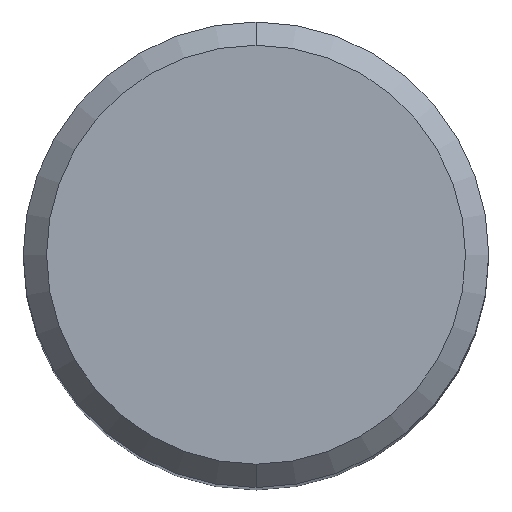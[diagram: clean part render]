
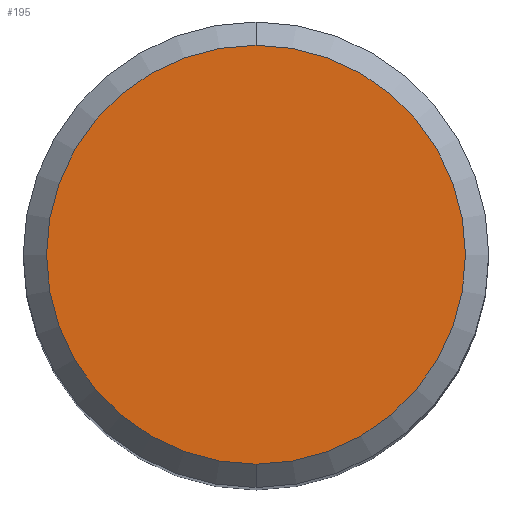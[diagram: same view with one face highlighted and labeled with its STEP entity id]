
A CAD part, top view. The second image highlights one B-rep face of the part: STEP entity #195.
In plain terms, the highlighted face is planar.
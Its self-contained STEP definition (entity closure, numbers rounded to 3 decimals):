
#28=CARTESIAN_POINT('',(0.,0.,0.));
#29=DIRECTION('',(0.,0.,1.));
#30=DIRECTION('',(0.,1.,0.));
#31=AXIS2_PLACEMENT_3D('',#28,#29,#30);
#36=CARTESIAN_POINT('',(0.,0.,0.));
#37=DIRECTION('',(0.,0.,1.));
#38=DIRECTION('',(0.,-1.,0.));
#39=AXIS2_PLACEMENT_3D('',#36,#37,#38);
#180=CARTESIAN_POINT('',(0.,9.,0.));
#181=CARTESIAN_POINT('',(0.,-9.,0.));
#182=VERTEX_POINT('',#180);
#183=VERTEX_POINT('',#181);
#184=CARTESIAN_POINT('',(0.,0.,0.));
#185=DIRECTION('',(0.,0.,1.));
#186=DIRECTION('',(0.,1.,0.));
#187=AXIS2_PLACEMENT_3D('',#184,#185,#186);
#188=PLANE('',#187);
#190=ORIENTED_EDGE('',*,*,#189,.T.);
#192=ORIENTED_EDGE('',*,*,#191,.T.);
#193=EDGE_LOOP('',(#190,#192));
#194=FACE_OUTER_BOUND('',#193,.F.);
#32=CIRCLE('',#31,9.);
#40=CIRCLE('',#39,9.);
#189=EDGE_CURVE('',#182,#183,#32,.T.);
#191=EDGE_CURVE('',#183,#182,#40,.T.);
#195=ADVANCED_FACE('',(#194),#188,.F.);
